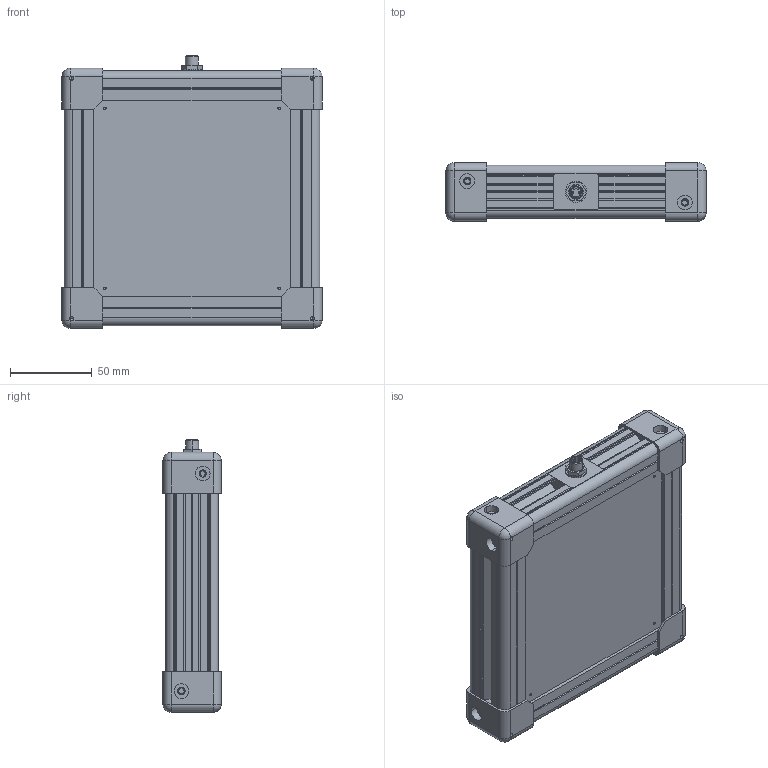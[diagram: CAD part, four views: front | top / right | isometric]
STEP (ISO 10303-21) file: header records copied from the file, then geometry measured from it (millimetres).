
FILE_DESCRIPTION (( 'STEP AP214' ), '1' );
FILE_NAME ('LTBC114114-X ASSEMBLY.STEP', '2019-04-11T07:45:10', ( '' ), ( '' ), 'SwSTEP 2.0', 'SolidWorks 2018', '' );
FILE_SCHEMA (( 'AUTOMOTIVE_DESIGN' ));
Length unit declared in the file: millimetre
Products named in the file (16): MBBX-00-240X240-X-X-24V-03(REV06)-STOPPER; MBBX-00-120X120-X-X-24V-EXTRUSION CABLE HOLE; LTBC114114-X ASSEMBLY; MBBX-00-120X120-X-X-24V-PET STICKER; MBBX-PCB-SMD WHITE(BHLX3); MBBX-00-120X120-X-X-24V-BASE PLATE; MBBX-PCB SIZE(60X60); MBBX-00-120X120-X-X-24V-EXTRUSION; MBBX-00-120X120-X-X-24V-PERSPEX 2MM; CONNECTOR-M-642-PMP-R; CONNECTOR-M-642-PMP-R-WASHER; MBBX-00-240X240-X-X-24V-CONNECTOR HOLDER; MBBX-00-240X240-X-X-24V-07(REV03)-STOPPER WITH LOGO; MBBX-00-120X120-X-X-24V-PET STICKER SHORT; MBBX-PCB(60X60); CONNECTOR-M-642-PMP-R NUT
Assembly tree (132 placements, depth 3):
  LTBC114114-X ASSEMBLY
    MBBX-00-120X120-X-X-24V-BASE PLATE
    MBBX-00-120X120-X-X-24V-EXTRUSION  x3
    MBBX-00-120X120-X-X-24V-EXTRUSION CABLE HOLE
    MBBX-PCB(60X60)  x4
      MBBX-PCB SIZE(60X60)
      MBBX-PCB-SMD WHITE(BHLX3)
    MBBX-00-240X240-X-X-24V-03(REV06)-STOPPER  x3
    MBBX-00-240X240-X-X-24V-07(REV03)-STOPPER WITH LOGO
    MBBX-00-120X120-X-X-24V-PERSPEX 2MM
    MBBX-00-240X240-X-X-24V-CONNECTOR HOLDER
    CONNECTOR-M-642-PMP-R
    CONNECTOR-M-642-PMP-R-WASHER
    CONNECTOR-M-642-PMP-R NUT
    MBBX-00-120X120-X-X-24V-PET STICKER  x3
    MBBX-00-120X120-X-X-24V-PET STICKER SHORT  x2
Bounding box: 159 x 35.7 x 166.75 mm (x, y, z)
Volume: 276644.9 mm3; surface area: 249415.7 mm2
Topology: 460 solids, 460 shells, 4705 faces, 10725 edges, 7098 vertices
Faces by surface type: plane 3923, bspline 432, cylinder 270, cone 68, sphere 8, torus 4
Entity records: 37380 total; most frequent: CARTESIAN_POINT 12888, ORIENTED_EDGE 4618, DIRECTION 4117, EDGE_CURVE 2309, VECTOR 1619, LINE 1619, VERTEX_POINT 1516, AXIS2_PLACEMENT_3D 1249
